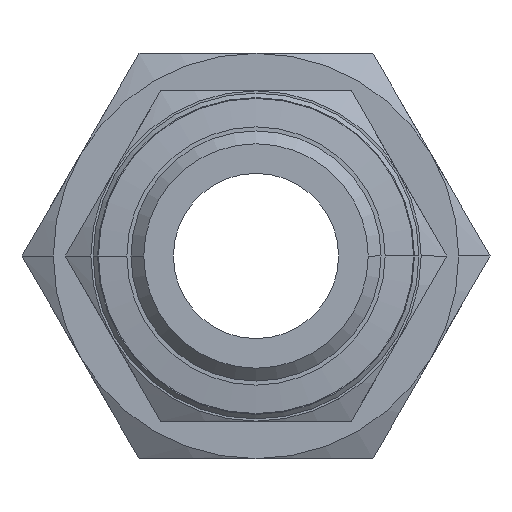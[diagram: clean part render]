
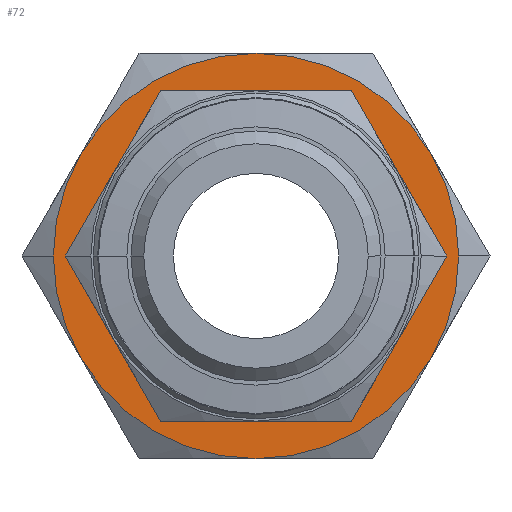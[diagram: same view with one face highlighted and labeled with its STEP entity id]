
A CAD part, front view. The second image highlights one B-rep face of the part: STEP entity #72.
In plain terms, the highlighted planar face has unit normal (0, -1, 0).
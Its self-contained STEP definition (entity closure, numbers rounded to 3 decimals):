
#72=ADVANCED_FACE('',(#179,#180),#181,.F.);
#179=FACE_OUTER_BOUND('',#344,.T.);
#180=FACE_BOUND('',#345,.T.);
#181=PLANE('',#346);
#344=EDGE_LOOP('',(#639,#640,#641,#642,#643,#644,#645,#646));
#345=EDGE_LOOP('',(#647,#648));
#346=AXIS2_PLACEMENT_3D('',#649,#650,#651);
#639=ORIENTED_EDGE('',*,*,#1115,.F.);
#640=ORIENTED_EDGE('',*,*,#1116,.F.);
#641=ORIENTED_EDGE('',*,*,#1117,.F.);
#642=ORIENTED_EDGE('',*,*,#1102,.F.);
#643=ORIENTED_EDGE('',*,*,#1118,.F.);
#644=ORIENTED_EDGE('',*,*,#1119,.F.);
#645=ORIENTED_EDGE('',*,*,#1098,.F.);
#646=ORIENTED_EDGE('',*,*,#1120,.F.);
#647=ORIENTED_EDGE('',*,*,#1075,.F.);
#648=ORIENTED_EDGE('',*,*,#1121,.F.);
#649=CARTESIAN_POINT('',(0.,24.201,0.));
#650=DIRECTION('',(0.0,1.0,0.0));
#651=DIRECTION('',(0.0,0.0,1.0));
#1075=EDGE_CURVE('',#1278,#1268,#1280,.T.);
#1098=EDGE_CURVE('',#1319,#1322,#1323,.T.);
#1102=EDGE_CURVE('',#1328,#1326,#1330,.T.);
#1115=EDGE_CURVE('',#1351,#1352,#1353,.T.);
#1116=EDGE_CURVE('',#1354,#1351,#1355,.T.);
#1117=EDGE_CURVE('',#1326,#1354,#1356,.T.);
#1118=EDGE_CURVE('',#1357,#1328,#1358,.T.);
#1119=EDGE_CURVE('',#1322,#1357,#1359,.T.);
#1120=EDGE_CURVE('',#1352,#1319,#1360,.T.);
#1121=EDGE_CURVE('',#1268,#1278,#1361,.T.);
#1268=VERTEX_POINT('',#1550);
#1278=VERTEX_POINT('',#1561);
#1280=CIRCLE('',#1564,11.0);
#1319=VERTEX_POINT('',#1677);
#1322=VERTEX_POINT('',#1681);
#1323=CIRCLE('',#1682,13.5);
#1326=VERTEX_POINT('',#1696);
#1328=VERTEX_POINT('',#1699);
#1330=CIRCLE('',#1712,13.5);
#1351=VERTEX_POINT('',#1737);
#1352=VERTEX_POINT('',#1738);
#1353=CIRCLE('',#1739,13.5);
#1354=VERTEX_POINT('',#1740);
#1355=CIRCLE('',#1741,13.5);
#1356=CIRCLE('',#1742,13.5);
#1357=VERTEX_POINT('',#1743);
#1358=CIRCLE('',#1744,13.5);
#1359=CIRCLE('',#1745,13.5);
#1360=CIRCLE('',#1746,13.5);
#1361=CIRCLE('',#1747,11.0);
#1550=CARTESIAN_POINT('',(11.0,24.201,0.));
#1561=CARTESIAN_POINT('',(-11.0,24.201,0.));
#1564=AXIS2_PLACEMENT_3D('',#2400,#2401,#2402);
#1677=CARTESIAN_POINT('',(13.5,24.201,0.));
#1681=CARTESIAN_POINT('',(11.691,24.201,-6.75));
#1682=AXIS2_PLACEMENT_3D('',#2433,#2434,#2435);
#1696=CARTESIAN_POINT('',(-13.5,24.201,0.));
#1699=CARTESIAN_POINT('',(-11.691,24.201,-6.75));
#1712=AXIS2_PLACEMENT_3D('',#2437,#2438,#2439);
#1737=CARTESIAN_POINT('',(0.,24.201,13.5));
#1738=CARTESIAN_POINT('',(11.691,24.201,6.75));
#1739=AXIS2_PLACEMENT_3D('',#2468,#2469,#2470);
#1740=CARTESIAN_POINT('',(-11.691,24.201,6.75));
#1741=AXIS2_PLACEMENT_3D('',#2471,#2472,#2473);
#1742=AXIS2_PLACEMENT_3D('',#2474,#2475,#2476);
#1743=CARTESIAN_POINT('',(0.0,24.201,-13.5));
#1744=AXIS2_PLACEMENT_3D('',#2477,#2478,#2479);
#1745=AXIS2_PLACEMENT_3D('',#2480,#2481,#2482);
#1746=AXIS2_PLACEMENT_3D('',#2483,#2484,#2485);
#1747=AXIS2_PLACEMENT_3D('',#2486,#2487,#2488);
#2400=CARTESIAN_POINT('',(0.0,24.201,0.0));
#2401=DIRECTION('',(0.0,-1.0,0.0));
#2402=DIRECTION('',(1.0,0.0,0.0));
#2433=CARTESIAN_POINT('',(0.0,24.201,0.0));
#2434=DIRECTION('',(-0.0,1.0,0.0));
#2435=DIRECTION('',(1.0,0.0,0.0));
#2437=CARTESIAN_POINT('',(0.0,24.201,0.0));
#2438=DIRECTION('',(-0.0,1.0,0.0));
#2439=DIRECTION('',(1.0,0.0,0.0));
#2468=CARTESIAN_POINT('',(0.0,24.201,0.0));
#2469=DIRECTION('',(-0.0,1.0,0.0));
#2470=DIRECTION('',(1.0,0.0,0.0));
#2471=CARTESIAN_POINT('',(0.0,24.201,0.0));
#2472=DIRECTION('',(-0.0,1.0,0.0));
#2473=DIRECTION('',(1.0,0.0,0.0));
#2474=CARTESIAN_POINT('',(0.0,24.201,0.0));
#2475=DIRECTION('',(-0.0,1.0,0.0));
#2476=DIRECTION('',(1.0,0.0,0.0));
#2477=CARTESIAN_POINT('',(0.0,24.201,0.0));
#2478=DIRECTION('',(-0.0,1.0,0.0));
#2479=DIRECTION('',(1.0,0.0,0.0));
#2480=CARTESIAN_POINT('',(0.0,24.201,0.0));
#2481=DIRECTION('',(-0.0,1.0,0.0));
#2482=DIRECTION('',(1.0,0.0,0.0));
#2483=CARTESIAN_POINT('',(0.0,24.201,0.0));
#2484=DIRECTION('',(-0.0,1.0,0.0));
#2485=DIRECTION('',(1.0,0.0,0.0));
#2486=CARTESIAN_POINT('',(0.0,24.201,0.0));
#2487=DIRECTION('',(0.0,-1.0,0.0));
#2488=DIRECTION('',(1.0,0.0,0.0));
